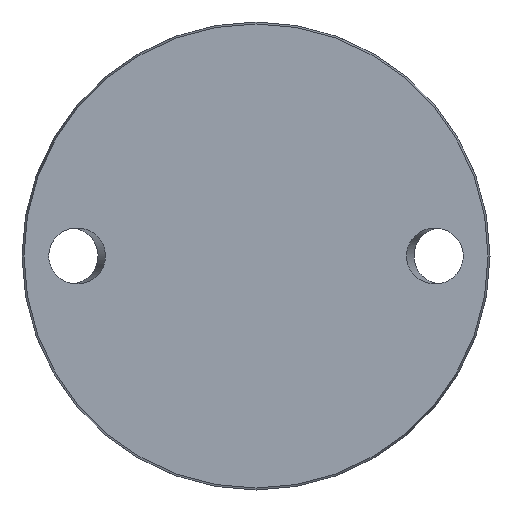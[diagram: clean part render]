
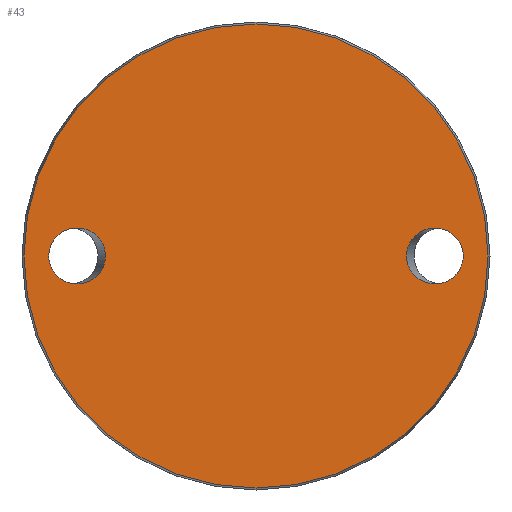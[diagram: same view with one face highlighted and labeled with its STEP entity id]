
A CAD part, front view. The second image highlights one B-rep face of the part: STEP entity #43.
In plain terms, the highlighted planar face has unit normal (0, -1, 0).
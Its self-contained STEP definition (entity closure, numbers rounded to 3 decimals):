
#43 = ADVANCED_FACE ( 'NONE', ( #1019, #71, #622 ), #643, .F. ) ;
#50 = CARTESIAN_POINT ( 'NONE',  ( 44.385, 0., -16.5 ) ) ;
#71 = FACE_BOUND ( 'NONE', #959, .T. ) ;
#91 = AXIS2_PLACEMENT_3D ( 'NONE', #215, #616, #378 ) ;
#167 = CARTESIAN_POINT ( 'NONE',  ( -61.115, 0., -16.5 ) ) ;
#201 =( BOUNDED_CURVE ( )  B_SPLINE_CURVE ( 3, ( #670, #278, #604, #858, #627, #167, #638 ),
 .UNSPECIFIED., .T., .T. ) 
 B_SPLINE_CURVE_WITH_KNOTS ( ( 4, 3, 4 ),
 ( 0., 3.142, 6.283 ),
 .UNSPECIFIED. ) 
 CURVE ( )  GEOMETRIC_REPRESENTATION_ITEM ( )  RATIONAL_B_SPLINE_CURVE ( ( 1., 0.333, 0.333, 1., 0.333, 0.333, 1. ) ) 
 REPRESENTATION_ITEM ( '' )  );
#215 = CARTESIAN_POINT ( 'NONE',  ( 0., 0., 0. ) ) ;
#224 = CARTESIAN_POINT ( 'NONE',  ( -68.425, 0., 0. ) ) ;
#246 =( BOUNDED_CURVE ( )  B_SPLINE_CURVE ( 3, ( #864, #50, #680, #674, #372, #922, #450 ),
 .UNSPECIFIED., .T., .T. ) 
 B_SPLINE_CURVE_WITH_KNOTS ( ( 4, 3, 4 ),
 ( 0., 3.142, 6.283 ),
 .UNSPECIFIED. ) 
 CURVE ( )  GEOMETRIC_REPRESENTATION_ITEM ( )  RATIONAL_B_SPLINE_CURVE ( ( 1., 0.333, 0.333, 1., 0.333, 0.333, 1. ) ) 
 REPRESENTATION_ITEM ( '' )  );
#278 = CARTESIAN_POINT ( 'NONE',  ( -61.115, 0., 16.5 ) ) ;
#344 = ORIENTED_EDGE ( 'NONE', *, *, #834, .F. ) ;
#371 = EDGE_CURVE ( 'NONE', #1014, #1014, #201, .T. ) ;
#372 = CARTESIAN_POINT ( 'NONE',  ( 61.115, 0., 16.5 ) ) ;
#378 = DIRECTION ( 'NONE',  ( 0., 0., -1. ) ) ;
#392 = DIRECTION ( 'NONE',  ( 0., 1., 0. ) ) ;
#448 = CARTESIAN_POINT ( 'NONE',  ( 0., 0., -68.425 ) ) ;
#450 = CARTESIAN_POINT ( 'NONE',  ( 44.385, 0., 0. ) ) ;
#474 = CARTESIAN_POINT ( 'NONE',  ( 44.385, 0., 0. ) ) ;
#537 = ORIENTED_EDGE ( 'NONE', *, *, #371, .T. ) ;
#604 = CARTESIAN_POINT ( 'NONE',  ( -44.385, 0., 16.5 ) ) ;
#616 = DIRECTION ( 'NONE',  ( 0., -1., 0. ) ) ;
#618 = VERTEX_POINT ( 'NONE', #474 ) ;
#622 = FACE_OUTER_BOUND ( 'NONE', #749, .T. ) ;
#627 = CARTESIAN_POINT ( 'NONE',  ( -44.385, 0., -16.5 ) ) ;
#633 = EDGE_CURVE ( 'NONE', #1003, #1003, #899, .T. ) ;
#638 = CARTESIAN_POINT ( 'NONE',  ( -61.115, 0., 0. ) ) ;
#643 = PLANE ( 'NONE',  #709 ) ;
#670 = CARTESIAN_POINT ( 'NONE',  ( -61.115, 0., 0. ) ) ;
#674 = CARTESIAN_POINT ( 'NONE',  ( 61.115, 0., 0. ) ) ;
#680 = CARTESIAN_POINT ( 'NONE',  ( 61.115, 0., -16.5 ) ) ;
#697 = CARTESIAN_POINT ( 'NONE',  ( -61.115, 0., 0. ) ) ;
#709 = AXIS2_PLACEMENT_3D ( 'NONE', #224, #392, #797 ) ;
#732 = ORIENTED_EDGE ( 'NONE', *, *, #633, .T. ) ;
#749 = EDGE_LOOP ( 'NONE', ( #732 ) ) ;
#797 = DIRECTION ( 'NONE',  ( 0., 0., 1. ) ) ;
#834 = EDGE_CURVE ( 'NONE', #618, #618, #246, .T. ) ;
#858 = CARTESIAN_POINT ( 'NONE',  ( -44.385, 0., 0. ) ) ;
#864 = CARTESIAN_POINT ( 'NONE',  ( 44.385, 0., 0. ) ) ;
#899 = CIRCLE ( 'NONE', #91, 68.425 ) ;
#922 = CARTESIAN_POINT ( 'NONE',  ( 44.385, 0., 16.5 ) ) ;
#959 = EDGE_LOOP ( 'NONE', ( #344 ) ) ;
#1003 = VERTEX_POINT ( 'NONE', #448 ) ;
#1007 = EDGE_LOOP ( 'NONE', ( #537 ) ) ;
#1014 = VERTEX_POINT ( 'NONE', #697 ) ;
#1019 = FACE_BOUND ( 'NONE', #1007, .T. ) ;
